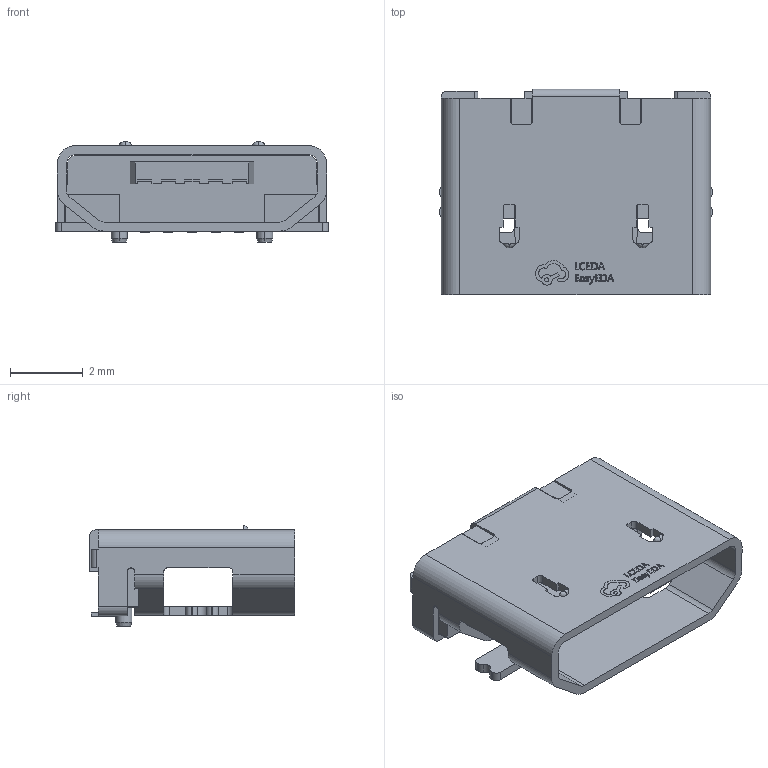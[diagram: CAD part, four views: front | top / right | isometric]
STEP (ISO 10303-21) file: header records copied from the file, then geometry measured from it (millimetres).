
FILE_DESCRIPTION (( 'STEP AP214' ), '1' );
FILE_NAME ('MICRO-USB-SMD_MICRO-QTZB5.5.step', '2022-07-07T02:48:37', ( '' ), ( '' ), 'SwSTEP 2.0', 'SolidWorks 2020', '' );
FILE_SCHEMA (( 'AUTOMOTIVE_DESIGN' ));
Length unit declared in the file: millimetre
Products named in the file (1): MICRO-USB-SMD_MICRO-QTZB5.5
Bounding box: 7.5 x 5.65 x 2.75 mm (x, y, z)
Volume: 43.2 mm3; surface area: 267.9 mm2
Topology: 2 solids, 2 shells, 586 faces, 1647 edges, 1094 vertices
Faces by surface type: plane 374, bspline 112, cylinder 92, cone 4, torus 4
Entity records: 26546 total; most frequent: CARTESIAN_POINT 5492, ORIENTED_EDGE 3294, DIRECTION 2563, EDGE_CURVE 1647, LINE 1217, VECTOR 1217, VERTEX_POINT 1094, AXIS2_PLACEMENT_3D 673
